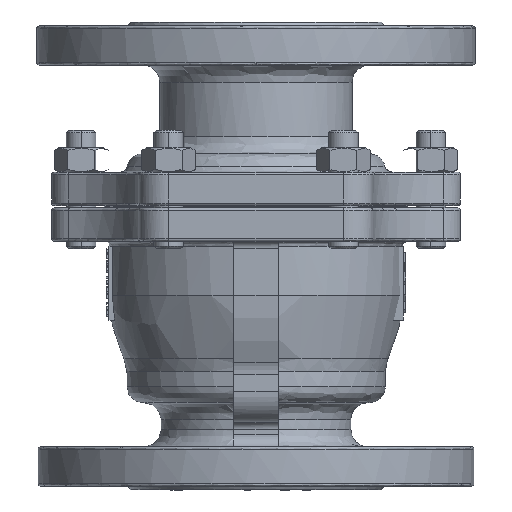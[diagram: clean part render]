
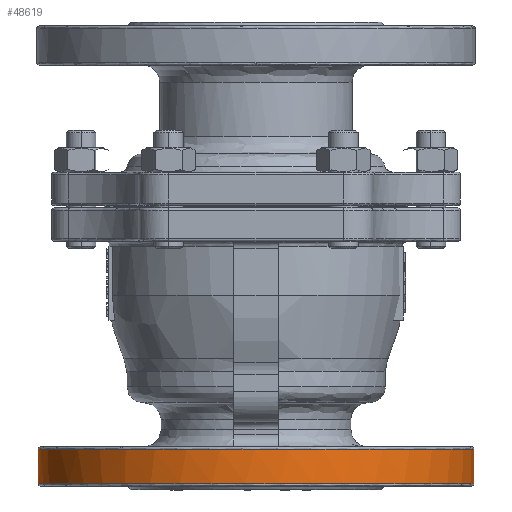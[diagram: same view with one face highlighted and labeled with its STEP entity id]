
A CAD part, front view. The second image highlights one B-rep face of the part: STEP entity #48619.
In plain terms, the highlighted cylindrical face has radius 88.5 mm (diameter 177 mm), a partial arc.
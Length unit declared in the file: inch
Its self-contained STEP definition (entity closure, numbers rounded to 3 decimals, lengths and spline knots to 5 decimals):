
#563 = CYLINDRICAL_SURFACE ( 'NONE', #20491, 3.48425 ) ;
#1713 = CARTESIAN_POINT ( 'NONE',  ( 2.12536, -2.77036, -3.87795 ) ) ;
#2004 = CARTESIAN_POINT ( 'NONE',  ( 1.54405, -3.13176, -3.87795 ) ) ;
#2293 = ORIENTED_EDGE ( 'NONE', *, *, #15225, .F. ) ;
#2306 = CARTESIAN_POINT ( 'NONE',  ( -1.12268, -3.3063, -3.87795 ) ) ;
#2580 = CARTESIAN_POINT ( 'NONE',  ( -3.3063, -1.12268, -3.87795 ) ) ;
#3262 = VERTEX_POINT ( 'NONE', #22110 ) ;
#5599 = B_SPLINE_CURVE_WITH_KNOTS ( 'NONE', 3,
 ( #45355, #6896, #54623, #15477, #14605, #32988, #28646, #23781, #27800, #54048, #1713, #5750, #2004, #45942, #32116, #24348, #10618, #20058, #28077, #6032, #2306, #6612, #45058, #53765, #41885, #24065, #31830, #49414, #41022, #2580, #45644, #19201, #14891, #14312 ),
 .UNSPECIFIED., .F., .F.,
 ( 4, 2, 2, 2, 2, 2, 2, 2, 2, 2, 2, 2, 2, 2, 2, 2, 4 ),
 ( 0., 0.0625, 0.125, 0.1875, 0.25, 0.3125, 0.375, 0.4375, 0.5, 0.5625, 0.625, 0.6875, 0.75, 0.8125, 0.875, 0.9375, 1. ),
 .UNSPECIFIED. ) ;
#5750 = CARTESIAN_POINT ( 'NONE',  ( 1.74614, -3.02374, -3.87795 ) ) ;
#6032 = CARTESIAN_POINT ( 'NONE',  ( -0.90341, -3.37281, -3.87795 ) ) ;
#6612 = CARTESIAN_POINT ( 'NONE',  ( -1.54405, -3.13176, -3.87795 ) ) ;
#6896 = CARTESIAN_POINT ( 'NONE',  ( 3.48425, -0.22804, -3.87795 ) ) ;
#9296 = EDGE_CURVE ( 'NONE', #54085, #24695, #39612, .T. ) ;
#10618 = CARTESIAN_POINT ( 'NONE',  ( 0.22804, -3.48425, -3.87795 ) ) ;
#10818 = CARTESIAN_POINT ( 'NONE',  ( 3.48425, 0., -4.4252 ) ) ;
#13458 = ORIENTED_EDGE ( 'NONE', *, *, #51891, .T. ) ;
#14312 = CARTESIAN_POINT ( 'NONE',  ( -3.48425, 0., -3.87795 ) ) ;
#14605 = CARTESIAN_POINT ( 'NONE',  ( 3.3063, -1.12268, -3.87795 ) ) ;
#14891 = CARTESIAN_POINT ( 'NONE',  ( -3.48425, -0.22804, -3.87795 ) ) ;
#15225 = EDGE_CURVE ( 'NONE', #54085, #38994, #35134, .T. ) ;
#15331 = EDGE_LOOP ( 'NONE', ( #21833, #13458, #50414, #2293 ) ) ;
#15417 = CARTESIAN_POINT ( 'NONE',  ( 3.48425, 0., -4.06037 ) ) ;
#15477 = CARTESIAN_POINT ( 'NONE',  ( 3.37281, -0.90341, -3.87795 ) ) ;
#15697 = CARTESIAN_POINT ( 'NONE',  ( 3.48425, 0., -3.87795 ) ) ;
#17987 = CARTESIAN_POINT ( 'NONE',  ( 3.48425, -6.9685, -4.4252 ) ) ;
#18075 = DIRECTION ( 'NONE',  ( 1., 0., 0. ) ) ;
#18277 = CARTESIAN_POINT ( 'NONE',  ( -3.48425, -6.9685, -4.4252 ) ) ;
#19201 = CARTESIAN_POINT ( 'NONE',  ( -3.46179, -0.45608, -3.87795 ) ) ;
#19431 = CARTESIAN_POINT ( 'NONE',  ( 3.48425, 0., -4.24278 ) ) ;
#20058 = CARTESIAN_POINT ( 'NONE',  ( -0.22804, -3.48425, -3.87795 ) ) ;
#20491 = AXIS2_PLACEMENT_3D ( 'NONE', #27797, #35847, #18075 ) ;
#21833 = ORIENTED_EDGE ( 'NONE', *, *, #9296, .T. ) ;
#22110 = CARTESIAN_POINT ( 'NONE',  ( -3.48425, 0., -3.87795 ) ) ;
#22471 = CARTESIAN_POINT ( 'NONE',  ( -3.48425, 0., -4.24278 ) ) ;
#23781 = CARTESIAN_POINT ( 'NONE',  ( 2.77036, -2.12536, -3.87795 ) ) ;
#24065 = CARTESIAN_POINT ( 'NONE',  ( -2.62499, -2.30249, -3.87795 ) ) ;
#24348 = CARTESIAN_POINT ( 'NONE',  ( 0.45608, -3.46179, -3.87795 ) ) ;
#24695 = VERTEX_POINT ( 'NONE', #54708 ) ;
#27797 = CARTESIAN_POINT ( 'NONE',  ( 0., 0., 0. ) ) ;
#27800 = CARTESIAN_POINT ( 'NONE',  ( 2.62499, -2.30249, -3.87795 ) ) ;
#28077 = CARTESIAN_POINT ( 'NONE',  ( -0.45608, -3.46179, -3.87795 ) ) ;
#28646 = CARTESIAN_POINT ( 'NONE',  ( 3.02374, -1.74614, -3.87795 ) ) ;
#31830 = CARTESIAN_POINT ( 'NONE',  ( -2.77036, -2.12536, -3.87795 ) ) ;
#32116 = CARTESIAN_POINT ( 'NONE',  ( 0.90341, -3.37281, -3.87795 ) ) ;
#32988 = CARTESIAN_POINT ( 'NONE',  ( 3.13176, -1.54405, -3.87795 ) ) ;
#35134 =( BOUNDED_CURVE ( )  B_SPLINE_CURVE ( 3, ( #53666, #17987, #18277, #53377 ),
 .UNSPECIFIED., .F., .T. ) 
 B_SPLINE_CURVE_WITH_KNOTS ( ( 4, 4 ),
 ( 0., 1. ),
 .UNSPECIFIED. ) 
 CURVE ( )  GEOMETRIC_REPRESENTATION_ITEM ( )  RATIONAL_B_SPLINE_CURVE ( ( 1., 0.333, 0.333, 1. ) ) 
 REPRESENTATION_ITEM ( '' )  );
#35847 = DIRECTION ( 'NONE',  ( 0., 0., 1. ) ) ;
#36435 = B_SPLINE_CURVE_WITH_KNOTS ( 'NONE', 3,
 ( #54158, #49814, #22471, #44303 ),
 .UNSPECIFIED., .F., .F.,
 ( 4, 4 ),
 ( 0., 1. ),
 .UNSPECIFIED. ) ;
#38994 = VERTEX_POINT ( 'NONE', #45804 ) ;
#39612 = B_SPLINE_CURVE_WITH_KNOTS ( 'NONE', 3,
 ( #45576, #19431, #15417, #15697 ),
 .UNSPECIFIED., .F., .F.,
 ( 4, 4 ),
 ( 0., 1. ),
 .UNSPECIFIED. ) ;
#41022 = CARTESIAN_POINT ( 'NONE',  ( -3.13176, -1.54405, -3.87795 ) ) ;
#41885 = CARTESIAN_POINT ( 'NONE',  ( -2.30249, -2.62499, -3.87795 ) ) ;
#42149 = EDGE_CURVE ( 'NONE', #3262, #38994, #36435, .T. ) ;
#44186 = FACE_OUTER_BOUND ( 'NONE', #15331, .T. ) ;
#44303 = CARTESIAN_POINT ( 'NONE',  ( -3.48425, 0., -4.4252 ) ) ;
#45058 = CARTESIAN_POINT ( 'NONE',  ( -1.74614, -3.02374, -3.87795 ) ) ;
#45355 = CARTESIAN_POINT ( 'NONE',  ( 3.48425, 0., -3.87795 ) ) ;
#45576 = CARTESIAN_POINT ( 'NONE',  ( 3.48425, 0., -4.4252 ) ) ;
#45644 = CARTESIAN_POINT ( 'NONE',  ( -3.37281, -0.90341, -3.87795 ) ) ;
#45804 = CARTESIAN_POINT ( 'NONE',  ( -3.48425, 0., -4.4252 ) ) ;
#45942 = CARTESIAN_POINT ( 'NONE',  ( 1.12268, -3.3063, -3.87795 ) ) ;
#48619 = ADVANCED_FACE ( 'NONE', ( #44186 ), #563, .T. ) ;
#49414 = CARTESIAN_POINT ( 'NONE',  ( -3.02374, -1.74614, -3.87795 ) ) ;
#49814 = CARTESIAN_POINT ( 'NONE',  ( -3.48425, 0., -4.06037 ) ) ;
#50414 = ORIENTED_EDGE ( 'NONE', *, *, #42149, .T. ) ;
#51891 = EDGE_CURVE ( 'NONE', #24695, #3262, #5599, .T. ) ;
#53377 = CARTESIAN_POINT ( 'NONE',  ( -3.48425, 0., -4.4252 ) ) ;
#53666 = CARTESIAN_POINT ( 'NONE',  ( 3.48425, 0., -4.4252 ) ) ;
#53765 = CARTESIAN_POINT ( 'NONE',  ( -2.12536, -2.77036, -3.87795 ) ) ;
#54048 = CARTESIAN_POINT ( 'NONE',  ( 2.30249, -2.62499, -3.87795 ) ) ;
#54085 = VERTEX_POINT ( 'NONE', #10818 ) ;
#54158 = CARTESIAN_POINT ( 'NONE',  ( -3.48425, 0., -3.87795 ) ) ;
#54623 = CARTESIAN_POINT ( 'NONE',  ( 3.46179, -0.45608, -3.87795 ) ) ;
#54708 = CARTESIAN_POINT ( 'NONE',  ( 3.48425, 0., -3.87795 ) ) ;
